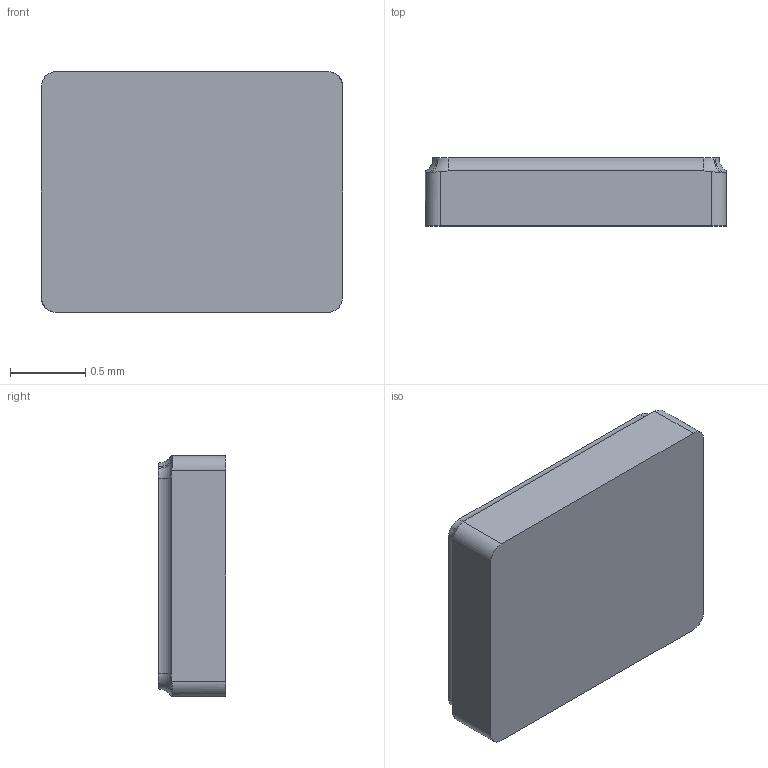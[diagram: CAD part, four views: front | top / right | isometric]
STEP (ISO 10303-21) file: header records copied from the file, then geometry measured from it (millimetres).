
FILE_DESCRIPTION(/* description */ (''),/* implementation_level */ '2;1');
FILE_NAME(/* name */ 'Crystal_SMD_2016-4Pin_2.0x1.6mm v1.step',/* time_stamp */ '2022-03-15T13:47:06+09:00',/* author */ (''),/* organization */ (''),/* preprocessor_version */ 'ST-DEVELOPER v18.1',/* originating_system */ 'Autodesk Translation Framework v10.13.0.1454',/* authorisation */ '');
FILE_SCHEMA (('AUTOMOTIVE_DESIGN { 1 0 10303 214 3 1 1 }'));
Length unit declared in the file: millimetre
Products named in the file (1): Crystal_SMD_2016-4Pin_2.0x1.6mm
Bounding box: 2 x 0.45 x 1.6 mm (x, y, z)
Volume: 1.4 mm3; surface area: 9.3 mm2
Topology: 1 solids, 1 shells, 26 faces, 72 edges, 48 vertices
Faces by surface type: torus 12, cylinder 8, plane 6
Entity records: 940 total; most frequent: CARTESIAN_POINT 239, ORIENTED_EDGE 144, DIRECTION 138, EDGE_CURVE 72, AXIS2_PLACEMENT_3D 59, VERTEX_POINT 48, CIRCLE 32, FACE_OUTER_BOUND 26
